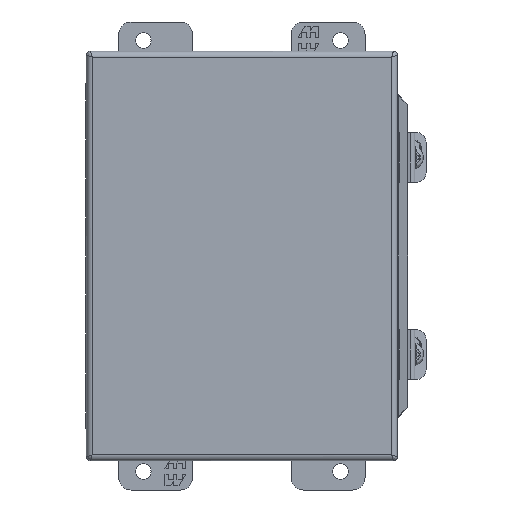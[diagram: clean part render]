
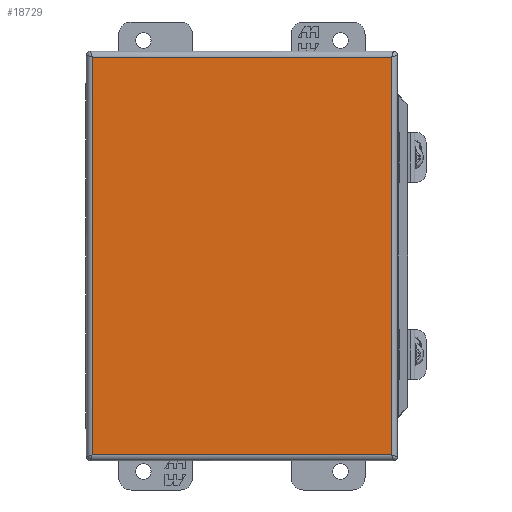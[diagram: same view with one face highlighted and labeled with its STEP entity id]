
A CAD part, front view. The second image highlights one B-rep face of the part: STEP entity #18729.
In plain terms, the highlighted planar face has unit normal (0, -1, 0).
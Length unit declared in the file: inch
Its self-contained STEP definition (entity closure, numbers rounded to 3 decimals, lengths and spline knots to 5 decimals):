
#2939 = AXIS2_PLACEMENT_3D ( 'NONE', #20998, #11045, #5352 ) ;
#3030 = CARTESIAN_POINT ( 'NONE',  ( 3.0378, -3.69685, -4.0378 ) ) ;
#3267 = CARTESIAN_POINT ( 'NONE',  ( -3.0378, -3.69685, -4.0378 ) ) ;
#3374 = EDGE_CURVE ( 'NONE', #6962, #33755, #22659, .T. ) ;
#3749 = LINE ( 'NONE', #17754, #12302 ) ;
#3824 = FACE_OUTER_BOUND ( 'NONE', #15995, .T. ) ;
#3977 = EDGE_CURVE ( 'NONE', #28101, #28118, #3749, .T. ) ;
#4240 = CARTESIAN_POINT ( 'NONE',  ( -3.15591, -3.69685, 4.0378 ) ) ;
#4611 = CARTESIAN_POINT ( 'NONE',  ( 3.0378, -3.69685, 4.15591 ) ) ;
#4911 = CARTESIAN_POINT ( 'NONE',  ( -3.0378, -3.69685, 4.0378 ) ) ;
#5352 = DIRECTION ( 'NONE',  ( 0., 0., -1. ) ) ;
#6962 = VERTEX_POINT ( 'NONE', #8892 ) ;
#8892 = CARTESIAN_POINT ( 'NONE',  ( 3.0378, -3.69685, 4.0378 ) ) ;
#11045 = DIRECTION ( 'NONE',  ( 0., -1., 0. ) ) ;
#12302 = VECTOR ( 'NONE', #17987, 39.37008 ) ;
#14893 = ORIENTED_EDGE ( 'NONE', *, *, #3374, .T. ) ;
#15995 = EDGE_LOOP ( 'NONE', ( #29832, #22778, #16256, #14893 ) ) ;
#16256 = ORIENTED_EDGE ( 'NONE', *, *, #33087, .T. ) ;
#17460 = LINE ( 'NONE', #4611, #30572 ) ;
#17754 = CARTESIAN_POINT ( 'NONE',  ( 3.15591, -3.69685, -4.0378 ) ) ;
#17987 = DIRECTION ( 'NONE',  ( 1., 0., 0. ) ) ;
#18729 = ADVANCED_FACE ( 'NONE', ( #3824 ), #26707, .T. ) ;
#19798 = DIRECTION ( 'NONE',  ( -1., 0., 0. ) ) ;
#20998 = CARTESIAN_POINT ( 'NONE',  ( 0., -3.69685, 0. ) ) ;
#21427 = VECTOR ( 'NONE', #19798, 39.37008 ) ;
#22659 = LINE ( 'NONE', #4240, #21427 ) ;
#22778 = ORIENTED_EDGE ( 'NONE', *, *, #3977, .T. ) ;
#24297 = CARTESIAN_POINT ( 'NONE',  ( -3.0378, -3.69685, -4.15591 ) ) ;
#24613 = LINE ( 'NONE', #24297, #27046 ) ;
#25831 = EDGE_CURVE ( 'NONE', #33755, #28101, #24613, .T. ) ;
#26707 = PLANE ( 'NONE',  #2939 ) ;
#27046 = VECTOR ( 'NONE', #27215, 39.37008 ) ;
#27215 = DIRECTION ( 'NONE',  ( 0., 0., -1. ) ) ;
#28101 = VERTEX_POINT ( 'NONE', #3267 ) ;
#28118 = VERTEX_POINT ( 'NONE', #3030 ) ;
#29832 = ORIENTED_EDGE ( 'NONE', *, *, #25831, .T. ) ;
#30572 = VECTOR ( 'NONE', #31032, 39.37008 ) ;
#31032 = DIRECTION ( 'NONE',  ( 0., 0., 1. ) ) ;
#33087 = EDGE_CURVE ( 'NONE', #28118, #6962, #17460, .T. ) ;
#33755 = VERTEX_POINT ( 'NONE', #4911 ) ;
